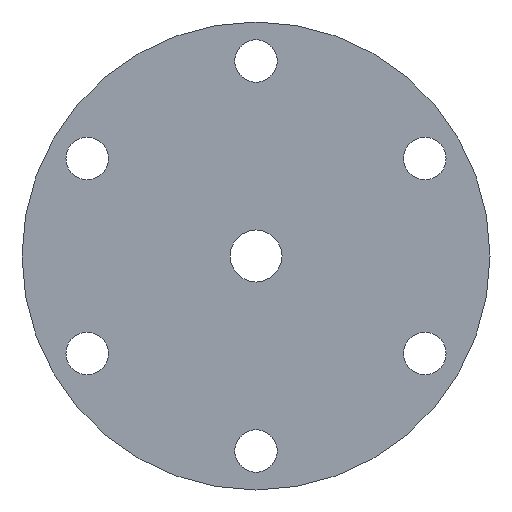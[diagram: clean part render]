
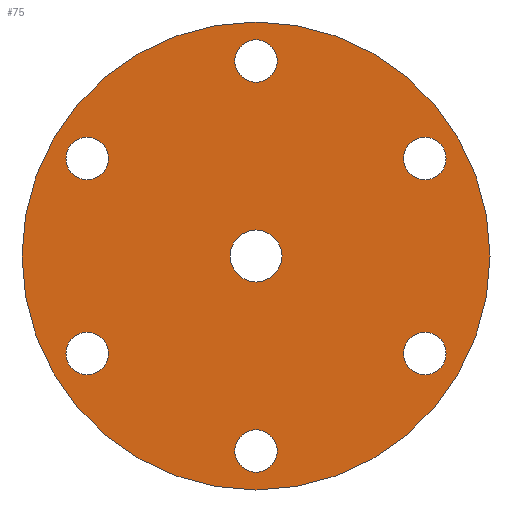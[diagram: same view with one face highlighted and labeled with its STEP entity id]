
A CAD part, left-side view. The second image highlights one B-rep face of the part: STEP entity #75.
In plain terms, the highlighted planar face has unit normal (-1, 0, 0).
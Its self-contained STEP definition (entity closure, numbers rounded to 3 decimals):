
#75 = ADVANCED_FACE( '', ( #88, #89, #90, #91, #92, #93, #94, #95 ), #96, .F. );
#88 = FACE_OUTER_BOUND( '', #136, .T. );
#89 = FACE_BOUND( '', #137, .T. );
#90 = FACE_BOUND( '', #138, .T. );
#91 = FACE_BOUND( '', #139, .T. );
#92 = FACE_BOUND( '', #140, .T. );
#93 = FACE_BOUND( '', #141, .T. );
#94 = FACE_BOUND( '', #142, .T. );
#95 = FACE_BOUND( '', #143, .T. );
#96 = PLANE( '', #144 );
#136 = EDGE_LOOP( '', ( #184 ) );
#137 = EDGE_LOOP( '', ( #185 ) );
#138 = EDGE_LOOP( '', ( #186 ) );
#139 = EDGE_LOOP( '', ( #187 ) );
#140 = EDGE_LOOP( '', ( #188 ) );
#141 = EDGE_LOOP( '', ( #189 ) );
#142 = EDGE_LOOP( '', ( #190 ) );
#143 = EDGE_LOOP( '', ( #191 ) );
#144 = AXIS2_PLACEMENT_3D( '', #192, #193, #194 );
#184 = ORIENTED_EDGE( '', *, *, #256, .T. );
#185 = ORIENTED_EDGE( '', *, *, #257, .T. );
#186 = ORIENTED_EDGE( '', *, *, #258, .T. );
#187 = ORIENTED_EDGE( '', *, *, #259, .T. );
#188 = ORIENTED_EDGE( '', *, *, #260, .T. );
#189 = ORIENTED_EDGE( '', *, *, #261, .T. );
#190 = ORIENTED_EDGE( '', *, *, #262, .T. );
#191 = ORIENTED_EDGE( '', *, *, #263, .F. );
#192 = CARTESIAN_POINT( '', ( -17.607, 0., 28.575 ) );
#193 = DIRECTION( '', ( 1., 0., 0. ) );
#194 = DIRECTION( '', ( 0., 0., -1. ) );
#256 = EDGE_CURVE( '', #274, #274, #275, .T. );
#257 = EDGE_CURVE( '', #276, #276, #277, .T. );
#258 = EDGE_CURVE( '', #278, #278, #279, .T. );
#259 = EDGE_CURVE( '', #280, #280, #281, .T. );
#260 = EDGE_CURVE( '', #282, #282, #283, .T. );
#261 = EDGE_CURVE( '', #284, #284, #285, .T. );
#262 = EDGE_CURVE( '', #286, #286, #287, .T. );
#263 = EDGE_CURVE( '', #288, #288, #289, .F. );
#274 = VERTEX_POINT( '', #310 );
#275 = CIRCLE( '', #311, 28.575 );
#276 = VERTEX_POINT( '', #312 );
#277 = CIRCLE( '', #313, 2.591 );
#278 = VERTEX_POINT( '', #314 );
#279 = CIRCLE( '', #315, 2.591 );
#280 = VERTEX_POINT( '', #316 );
#281 = CIRCLE( '', #317, 2.591 );
#282 = VERTEX_POINT( '', #318 );
#283 = CIRCLE( '', #319, 2.591 );
#284 = VERTEX_POINT( '', #320 );
#285 = CIRCLE( '', #321, 2.591 );
#286 = VERTEX_POINT( '', #322 );
#287 = CIRCLE( '', #323, 2.591 );
#288 = VERTEX_POINT( '', #324 );
#289 = CIRCLE( '', #325, 3.175 );
#310 = CARTESIAN_POINT( '', ( -17.607, 0., 28.575 ) );
#311 = AXIS2_PLACEMENT_3D( '', #346, #347, #348 );
#312 = CARTESIAN_POINT( '', ( -17.607, 0., 21.222 ) );
#313 = AXIS2_PLACEMENT_3D( '', #349, #350, #351 );
#314 = CARTESIAN_POINT( '', ( -17.607, 18.379, 10.611 ) );
#315 = AXIS2_PLACEMENT_3D( '', #352, #353, #354 );
#316 = CARTESIAN_POINT( '', ( -17.607, 18.379, -10.611 ) );
#317 = AXIS2_PLACEMENT_3D( '', #355, #356, #357 );
#318 = CARTESIAN_POINT( '', ( -17.607, 0., -21.222 ) );
#319 = AXIS2_PLACEMENT_3D( '', #358, #359, #360 );
#320 = CARTESIAN_POINT( '', ( -17.607, -18.379, -10.611 ) );
#321 = AXIS2_PLACEMENT_3D( '', #361, #362, #363 );
#322 = CARTESIAN_POINT( '', ( -17.607, -18.379, 10.611 ) );
#323 = AXIS2_PLACEMENT_3D( '', #364, #365, #366 );
#324 = CARTESIAN_POINT( '', ( -17.607, 0., -3.175 ) );
#325 = AXIS2_PLACEMENT_3D( '', #367, #368, #369 );
#346 = CARTESIAN_POINT( '', ( -17.607, 0., 0. ) );
#347 = DIRECTION( '', ( -1., 0., 0. ) );
#348 = DIRECTION( '', ( 0., 0., 1. ) );
#349 = CARTESIAN_POINT( '', ( -17.607, 0., 23.813 ) );
#350 = DIRECTION( '', ( 1., 0., 0. ) );
#351 = DIRECTION( '', ( 0., 0., -1. ) );
#352 = CARTESIAN_POINT( '', ( -17.607, 20.622, 11.906 ) );
#353 = DIRECTION( '', ( 1., 0., 0. ) );
#354 = DIRECTION( '', ( 0., -0.866, -0.5 ) );
#355 = CARTESIAN_POINT( '', ( -17.607, 20.622, -11.906 ) );
#356 = DIRECTION( '', ( 1., 0., 0. ) );
#357 = DIRECTION( '', ( 0., -0.866, 0.5 ) );
#358 = CARTESIAN_POINT( '', ( -17.607, 0., -23.813 ) );
#359 = DIRECTION( '', ( 1., 0., 0. ) );
#360 = DIRECTION( '', ( 0., 0., 1. ) );
#361 = CARTESIAN_POINT( '', ( -17.607, -20.622, -11.906 ) );
#362 = DIRECTION( '', ( 1., 0., 0. ) );
#363 = DIRECTION( '', ( 0., 0.866, 0.5 ) );
#364 = CARTESIAN_POINT( '', ( -17.607, -20.622, 11.906 ) );
#365 = DIRECTION( '', ( 1., 0., 0. ) );
#366 = DIRECTION( '', ( 0., 0.866, -0.5 ) );
#367 = CARTESIAN_POINT( '', ( -17.607, 0., 0. ) );
#368 = DIRECTION( '', ( 1., 0., 0. ) );
#369 = DIRECTION( '', ( 0., 0., -1. ) );
